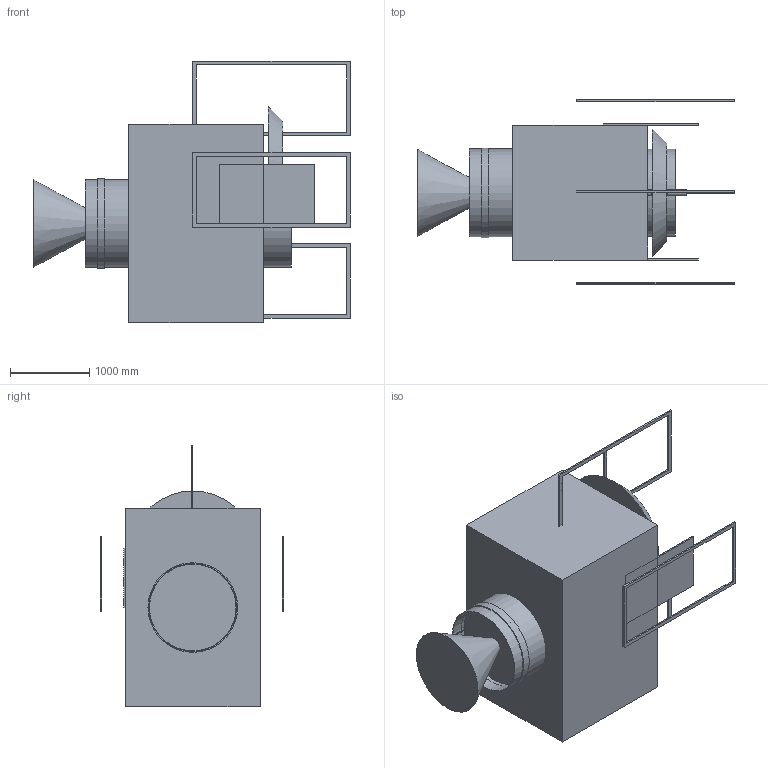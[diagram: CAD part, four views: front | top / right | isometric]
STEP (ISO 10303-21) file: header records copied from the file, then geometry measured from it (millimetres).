
FILE_DESCRIPTION(('FreeCAD Model'),'2;1');
FILE_NAME('Open CASCADE Shape Model','2025-10-30T19:32:40',('Author'),( ''),'Open CASCADE STEP processor 7.8','FreeCAD','Unknown');
FILE_SCHEMA(('AUTOMOTIVE_DESIGN { 1 0 10303 214 1 1 1 1 }'));
Length unit declared in the file: millimetre
Products named in the file (68): Hex_Core; RCS_L_1; RCS_R_1; RCS_L_0; RCS_R_0; CubeSat_Payload; Reaction_Wheel_0; Reaction_Wheel_1; Thermal_Insulation_MLI; Reaction_Wheel_2; Bolt_1_Head; Bolt_1_Shank; Bolt_0_Head; Bolt_0_Shank; Bolt_3_Shank; Bolt_4_Shank; Bolt_2_Shank; Bolt_2_Head; Bolt_3_Head; Bolt_4_Head; Bolt_5_Shank; Bolt_6_Head; Bolt_5_Head; Bolt_6_Shank; Bolt_7_Shank; Bolt_7_Head; Bolt_8_Head; Bolt_9_Head; Bolt_10_Head; Bolt_8_Shank; Bolt_9_Shank; Bolt_10_Shank; Bolt_11_Shank; Bolt_11_Head; Hinge_Y_001; Hinge_Z_; Hinge_Y_; Bracket_Y_; Bracket_Y_001; Hinge_Z_001 ...
Bounding box: 3995 x 2320 x 3295 mm (x, y, z)
Volume: 1732624784.5 mm3; surface area: 92702403 mm2
Topology: 70 solids, 74 shells, 825 faces, 1956 edges, 1456 vertices
Faces by surface type: plane 759, cylinder 63, cone 3
Full cylindrical faces by diameter (mm): 12 x16, 14 x16, 30 x1, 32 x4, 36 x4, 40 x8, 60 x2, 80 x1, 200 x3, 980 x1, 1092 x1, 1094 x1, 1100 x2, 1106 x1, 1130 x1, 1180 x1
Entity records: 50689 total; most frequent: CARTESIAN_POINT 8150, DIRECTION 7652, LINE 5604, VECTOR 5604, ORIENTED_EDGE 3912, PCURVE 3912, DEFINITIONAL_REPRESENTATION 3912, EDGE_CURVE 1956
